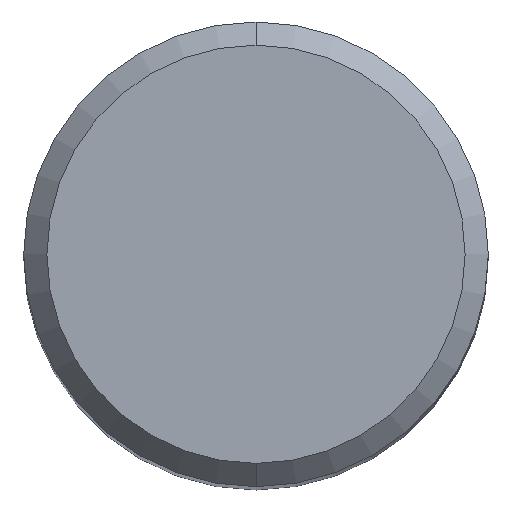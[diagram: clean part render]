
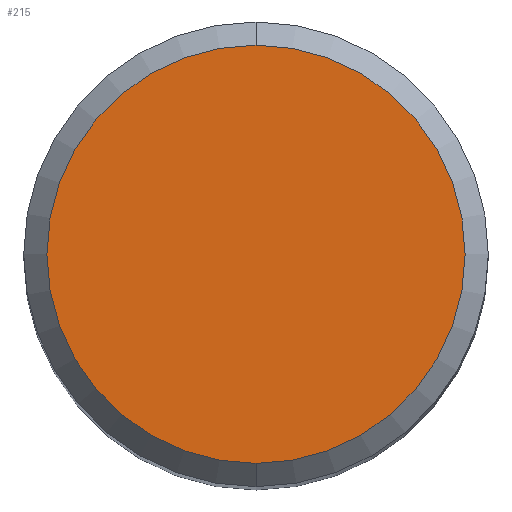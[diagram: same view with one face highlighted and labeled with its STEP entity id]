
A CAD part, top view. The second image highlights one B-rep face of the part: STEP entity #215.
In plain terms, the highlighted planar face has unit normal (0, 0, 1).
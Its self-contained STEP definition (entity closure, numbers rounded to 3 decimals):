
#197=EDGE_CURVE('',#203,#209,#507,.T.);
#203=VERTEX_POINT('',#514);
#209=VERTEX_POINT('',#520);
#215=ADVANCED_FACE('',(#526),#527,.T.);
#421=EDGE_CURVE('',#209,#203,#755,.T.);
#507=CIRCLE('',#870,5.4);
#514=CARTESIAN_POINT('',(0.,-5.4,0.0));
#520=CARTESIAN_POINT('',(0.0,5.4,0.0));
#526=FACE_OUTER_BOUND('',#904,.T.);
#527=PLANE('',#905);
#755=CIRCLE('',#1401,5.4);
#870=AXIS2_PLACEMENT_3D('',#1548,#1549,#1550);
#904=EDGE_LOOP('',(#1565,#1566));
#905=AXIS2_PLACEMENT_3D('',#1567,#1568,#1569);
#1401=AXIS2_PLACEMENT_3D('',#1826,#1827,#1828);
#1548=CARTESIAN_POINT('',(0.0,0.0,0.0));
#1549=DIRECTION('',(0.0,0.0,-1.0));
#1550=DIRECTION('',(0.0,1.0,0.0));
#1565=ORIENTED_EDGE('',*,*,#421,.F.);
#1566=ORIENTED_EDGE('',*,*,#197,.F.);
#1567=CARTESIAN_POINT('',(0.0,2.7,0.0));
#1568=DIRECTION('',(-0.0,0.0,1.0));
#1569=DIRECTION('',(0.0,-1.0,0.0));
#1826=CARTESIAN_POINT('',(0.0,0.0,0.0));
#1827=DIRECTION('',(0.0,0.0,-1.0));
#1828=DIRECTION('',(0.0,1.0,0.0));
